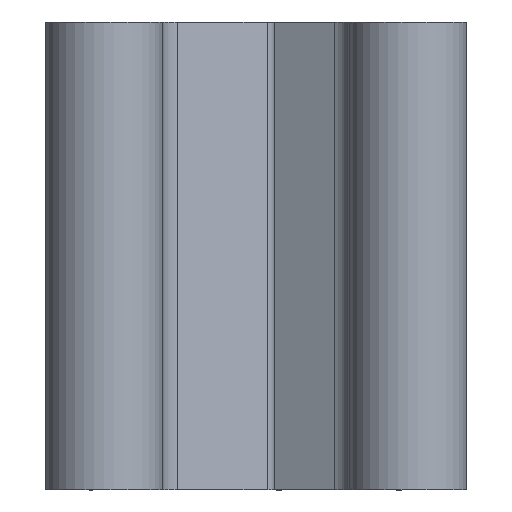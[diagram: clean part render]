
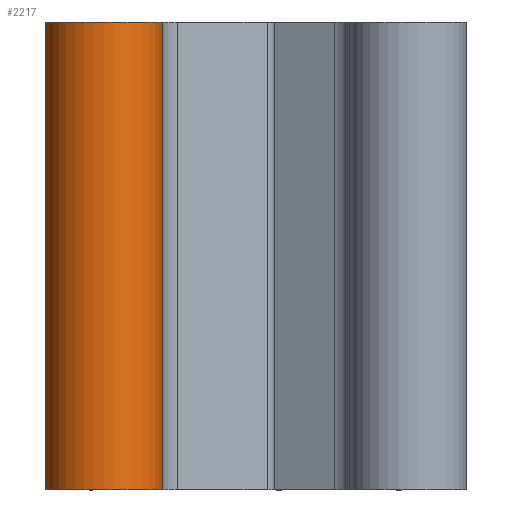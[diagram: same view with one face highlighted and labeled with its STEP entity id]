
A CAD part, front view. The second image highlights one B-rep face of the part: STEP entity #2217.
In plain terms, the highlighted cylindrical face has radius 1.25 mm (diameter 2.5 mm), a partial arc.
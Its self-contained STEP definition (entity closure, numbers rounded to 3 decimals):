
#17 = EDGE_LOOP ( 'NONE', ( #125, #126, #127, #103 ) ) ;
#103 = ORIENTED_EDGE ( 'NONE', *, *, #1387, .F. ) ;
#125 = ORIENTED_EDGE ( 'NONE', *, *, #1391, .F. ) ;
#126 = ORIENTED_EDGE ( 'NONE', *, *, #1390, .T. ) ;
#127 = ORIENTED_EDGE ( 'NONE', *, *, #1382, .F. ) ;
#180 = CIRCLE ( 'NONE', #3658, 1.25 ) ;
#183 = LINE ( 'NONE', #2421, #184 ) ;
#184 = VECTOR ( 'NONE', #2422, 1000. ) ;
#187 = LINE ( 'NONE', #2414, #188 ) ;
#188 = VECTOR ( 'NONE', #2415, 1000. ) ;
#196 = CIRCLE ( 'NONE', #3660, 1.25 ) ;
#451 = VERTEX_POINT ( 'NONE', #610 ) ;
#470 = VERTEX_POINT ( 'NONE', #631 ) ;
#579 = VERTEX_POINT ( 'NONE', #740 ) ;
#582 = VERTEX_POINT ( 'NONE', #743 ) ;
#610 = CARTESIAN_POINT ( 'NONE',  ( -2., -8.75, 5. ) ) ;
#631 = CARTESIAN_POINT ( 'NONE',  ( -2., -8.75, -5. ) ) ;
#740 = CARTESIAN_POINT ( 'NONE',  ( -4.5, -8.75, 5. ) ) ;
#743 = CARTESIAN_POINT ( 'NONE',  ( -4.5, -8.75, -5. ) ) ;
#1055 = AXIS2_PLACEMENT_3D ( 'NONE', #3383, #3372, #3324 ) ;
#1382 = EDGE_CURVE ( 'NONE', #579, #451, #180, .T. ) ;
#1387 = EDGE_CURVE ( 'NONE', #582, #579, #187, .T. ) ;
#1390 = EDGE_CURVE ( 'NONE', #470, #451, #183, .T. ) ;
#1391 = EDGE_CURVE ( 'NONE', #470, #582, #196, .T. ) ;
#2217 = ADVANCED_FACE ( 'NONE', ( #4001 ), #4002, .T. ) ;
#2397 = CARTESIAN_POINT ( 'NONE',  ( -3.25, -8.75, 5. ) ) ;
#2402 = DIRECTION ( 'NONE',  ( 0., 0., 1. ) ) ;
#2403 = DIRECTION ( 'NONE',  ( 1., 0., 0. ) ) ;
#2414 = CARTESIAN_POINT ( 'NONE',  ( -4.5, -8.75, -27.847 ) ) ;
#2415 = DIRECTION ( 'NONE',  ( 0., 0., 1. ) ) ;
#2421 = CARTESIAN_POINT ( 'NONE',  ( -2., -8.75, -27.847 ) ) ;
#2422 = DIRECTION ( 'NONE',  ( 0., 0., 1. ) ) ;
#2423 = CARTESIAN_POINT ( 'NONE',  ( -3.25, -8.75, -5. ) ) ;
#2424 = DIRECTION ( 'NONE',  ( 0., 0., -1. ) ) ;
#2425 = DIRECTION ( 'NONE',  ( 1., 0., 0. ) ) ;
#3324 = DIRECTION ( 'NONE',  ( 1., 0., 0. ) ) ;
#3372 = DIRECTION ( 'NONE',  ( 0., 0., 1. ) ) ;
#3383 = CARTESIAN_POINT ( 'NONE',  ( -3.25, -8.75, -27.847 ) ) ;
#3658 = AXIS2_PLACEMENT_3D ( 'NONE', #2397, #2402, #2403 ) ;
#3660 = AXIS2_PLACEMENT_3D ( 'NONE', #2423, #2424, #2425 ) ;
#4001 = FACE_OUTER_BOUND ( 'NONE', #17, .T. ) ;
#4002 = CYLINDRICAL_SURFACE ( 'NONE', #1055, 1.25 ) ;
